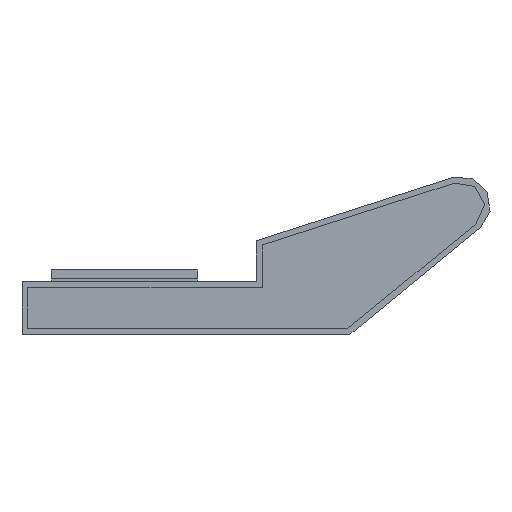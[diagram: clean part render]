
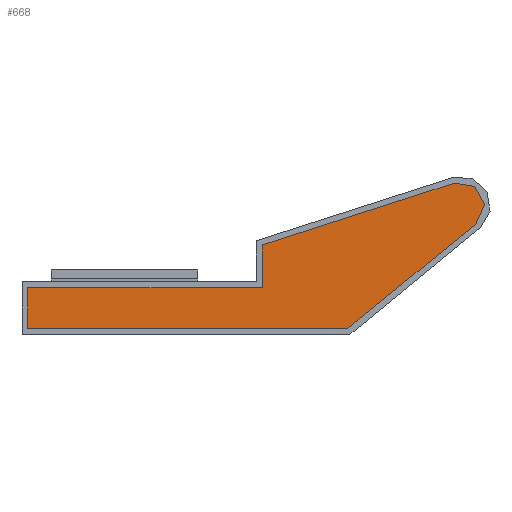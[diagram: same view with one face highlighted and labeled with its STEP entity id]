
A CAD part, front view. The second image highlights one B-rep face of the part: STEP entity #668.
In plain terms, the highlighted planar face has unit normal (0, -1, 0).
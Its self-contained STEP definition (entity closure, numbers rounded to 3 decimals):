
#48=CIRCLE('',#759,0.4);
#164=ORIENTED_EDGE('',*,*,#270,.T.);
#165=ORIENTED_EDGE('',*,*,#274,.T.);
#166=ORIENTED_EDGE('',*,*,#277,.T.);
#167=ORIENTED_EDGE('',*,*,#280,.T.);
#168=ORIENTED_EDGE('',*,*,#283,.T.);
#169=ORIENTED_EDGE('',*,*,#286,.T.);
#170=ORIENTED_EDGE('',*,*,#288,.T.);
#270=EDGE_CURVE('',#344,#343,#411,.T.);
#274=EDGE_CURVE('',#343,#346,#415,.T.);
#277=EDGE_CURVE('',#346,#348,#418,.T.);
#280=EDGE_CURVE('',#348,#350,#421,.T.);
#283=EDGE_CURVE('',#350,#352,#424,.T.);
#286=EDGE_CURVE('',#352,#354,#48,.T.);
#288=EDGE_CURVE('',#354,#344,#427,.T.);
#343=VERTEX_POINT('',#1048);
#344=VERTEX_POINT('',#1050);
#346=VERTEX_POINT('',#1056);
#348=VERTEX_POINT('',#1062);
#350=VERTEX_POINT('',#1068);
#352=VERTEX_POINT('',#1074);
#354=VERTEX_POINT('',#1080);
#411=LINE('',#1049,#492);
#415=LINE('',#1057,#496);
#418=LINE('',#1063,#499);
#421=LINE('',#1069,#502);
#424=LINE('',#1075,#505);
#427=LINE('',#1084,#508);
#492=VECTOR('',#864,1000.);
#496=VECTOR('',#870,1000.);
#499=VECTOR('',#875,1000.);
#502=VECTOR('',#880,1000.);
#505=VECTOR('',#885,1000.);
#508=VECTOR('',#896,1000.);
#558=EDGE_LOOP('',(#164,#165,#166,#167,#168,#169,#170));
#597=FACE_BOUND('',#558,.T.);
#631=PLANE('',#761);
#668=ADVANCED_FACE('',(#597),#631,.T.);
#759=AXIS2_PLACEMENT_3D('',#1081,#891,#892);
#761=AXIS2_PLACEMENT_3D('',#1085,#897,#898);
#864=DIRECTION('',(0.,0.,-1.));
#870=DIRECTION('',(-1.,0.,0.));
#875=DIRECTION('',(0.,0.,-1.));
#880=DIRECTION('',(1.,0.,0.));
#885=DIRECTION('',(0.774,0.,0.633));
#891=DIRECTION('',(0.,-1.,0.));
#892=DIRECTION('',(-1.,0.,0.));
#896=DIRECTION('',(-0.952,0.,-0.306));
#897=DIRECTION('',(0.,-1.,0.));
#898=DIRECTION('',(0.,0.,-1.));
#1048=CARTESIAN_POINT('',(1.3,-499.995,0.35));
#1049=CARTESIAN_POINT('',(1.3,-499.995,1.077));
#1050=CARTESIAN_POINT('',(1.3,-499.995,1.077));
#1056=CARTESIAN_POINT('',(-2.7,-499.995,0.35));
#1057=CARTESIAN_POINT('',(1.3,-499.995,0.35));
#1062=CARTESIAN_POINT('',(-2.7,-499.995,-0.35));
#1063=CARTESIAN_POINT('',(-2.7,-499.995,0.35));
#1068=CARTESIAN_POINT('',(2.764,-499.995,-0.35));
#1069=CARTESIAN_POINT('',(-2.7,-499.995,-0.35));
#1074=CARTESIAN_POINT('',(4.953,-499.995,1.44));
#1075=CARTESIAN_POINT('',(2.764,-499.995,-0.35));
#1080=CARTESIAN_POINT('',(4.578,-499.995,2.131));
#1081=CARTESIAN_POINT('',(4.7,-499.995,1.75));
#1084=CARTESIAN_POINT('',(4.578,-499.995,2.131));
#1085=CARTESIAN_POINT('',(4.7,-499.995,1.75));
